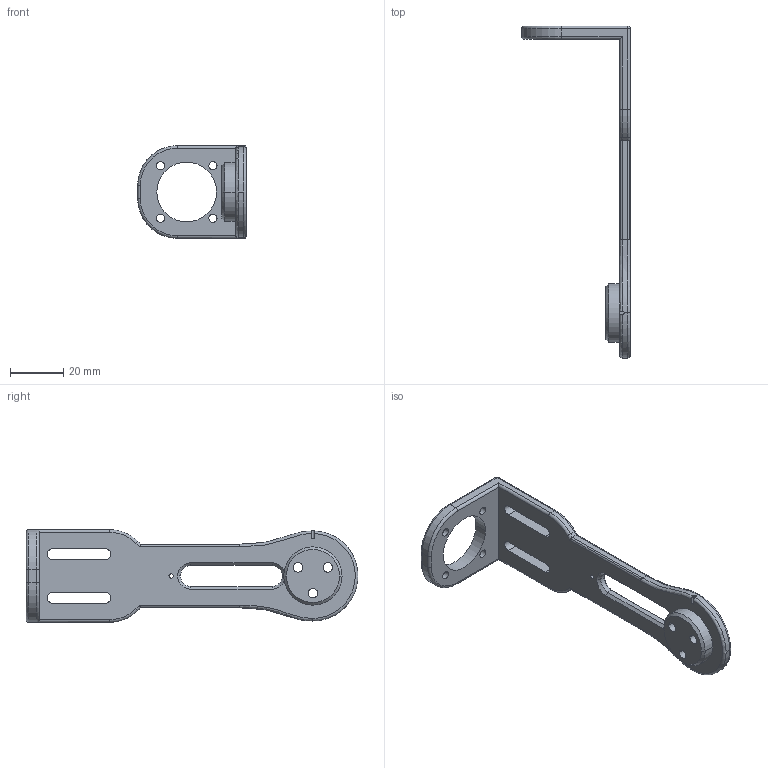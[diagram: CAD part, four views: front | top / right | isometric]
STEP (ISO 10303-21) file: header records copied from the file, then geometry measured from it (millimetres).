
FILE_DESCRIPTION (( 'STEP AP203' ), '1' );
FILE_NAME ('Joint6_Dummy v164 v3.STEP', '2023-12-11T05:05:53', ( '' ), ( '' ), 'SwSTEP 2.0', 'SolidWorks 2022', '' );
FILE_SCHEMA (( 'CONFIG_CONTROL_DESIGN' ));
Length unit declared in the file: millimetre
Products named in the file (1): Joint6_Dummy v164 v3
Bounding box: 41 x 125.25 x 35 mm (x, y, z)
Volume: 17572.8 mm3; surface area: 11072.7 mm2
Topology: 1 solids, 1 shells, 131 faces, 335 edges, 209 vertices
Faces by surface type: cylinder 70, plane 33, cone 10, torus 10, bspline 6, sphere 2
Entity records: 4401 total; most frequent: CARTESIAN_POINT 1121, DIRECTION 678, ORIENTED_EDGE 666, EDGE_CURVE 333, AXIS2_PLACEMENT_3D 262, VERTEX_POINT 209, EDGE_LOOP 160, LINE 154
